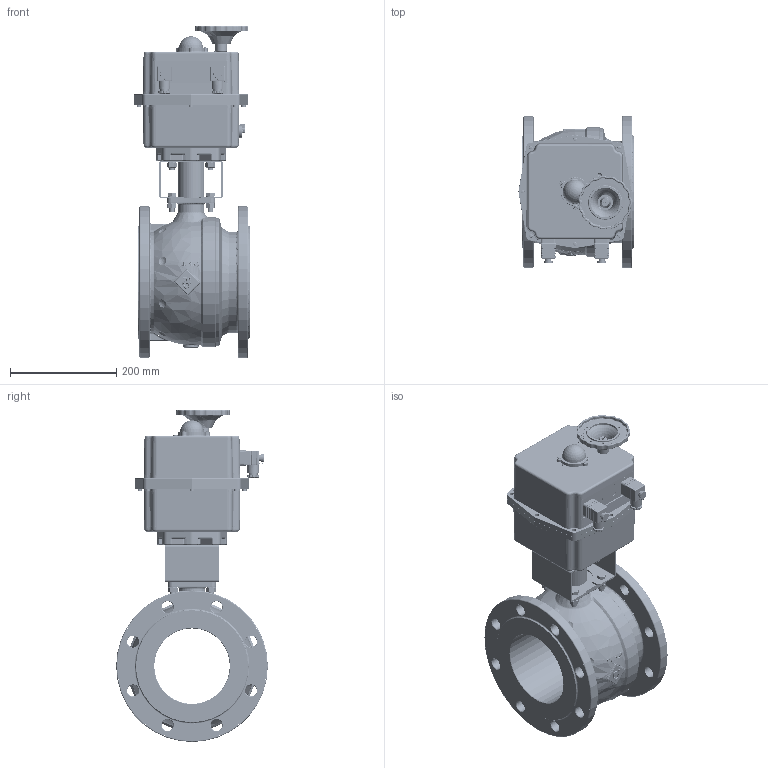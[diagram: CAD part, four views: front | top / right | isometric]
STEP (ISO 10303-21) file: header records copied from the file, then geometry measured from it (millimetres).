
FILE_DESCRIPTION(('HOOPS Exchange Step'),'2;1');
FILE_NAME('EK04_DN150.stp','2025-05-16T10:12:39+02:00',('nieru'),('Unknown organisation'),'HOOPS Exchange 2024.2','HOOPS Exchange','Unknown authorisation');
FILE_SCHEMA( ('AP203_CONFIGURATION_CONTROLLED_3D_DESIGN_OF_MECHANICAL_PARTS_AND_ASSEMBLIES_MIM_LF') );
Length unit declared in the file: millimetre
Products named in the file (7): 0; root
Assembly tree (6 placements, depth 3):
  root
    0
      0
      0
      0
      0
      0
Bounding box: 216.44 x 285 x 623.92 mm (x, y, z)
Volume: 6217312.9 mm3; surface area: 1014442.8 mm2
Topology: 96 solids, 987 shells, 5900 faces, 16612 edges, 11788 vertices
Faces by surface type: cylinder 1956, plane 1380, torus 1054, bspline 930, cone 480, sphere 100
Full cylindrical faces by diameter (mm): 6.76 x1, 10 x5, 11 x2, 16.5 x2, 38.651 x2, 41.402 x1, 44.979 x1, 45.651 x1, 50.729 x1
Entity records: 320621 total; most frequent: CARTESIAN_POINT 178955, ORIENTED_EDGE 28668, DIRECTION 26013, EDGE_CURVE 16500, VERTEX_POINT 11788, AXIS2_PLACEMENT_3D 10633, EDGE_LOOP 6230, FACE_BOUND 6230
